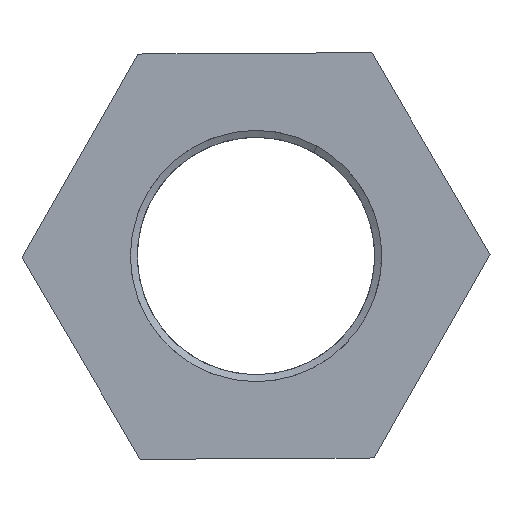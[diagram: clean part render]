
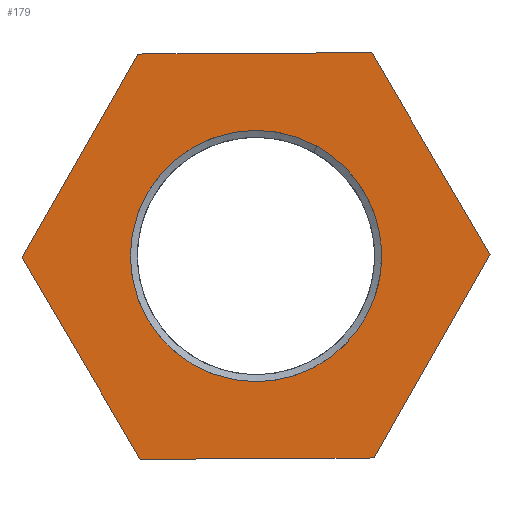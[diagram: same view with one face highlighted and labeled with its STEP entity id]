
A CAD part, front view. The second image highlights one B-rep face of the part: STEP entity #179.
In plain terms, the highlighted planar face has unit normal (0, -1, 0).
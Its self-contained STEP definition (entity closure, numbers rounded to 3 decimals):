
#33 = DIRECTION ( 'NONE',  ( 0., 0., 1. ) ) ;
#62 = DIRECTION ( 'NONE',  ( 0., 1., 0. ) ) ;
#68 = CIRCLE ( 'NONE', #1479, 3.1 ) ;
#94 = CIRCLE ( 'NONE', #1061, 3.1 ) ;
#98 = DIRECTION ( 'NONE',  ( -1., 0., -0.006 ) ) ;
#142 = EDGE_LOOP ( 'NONE', ( #1108, #1632, #1260, #1287, #208, #654 ) ) ;
#167 = CARTESIAN_POINT ( 'NONE',  ( 0., 0., 0. ) ) ;
#171 = VERTEX_POINT ( 'NONE', #1255 ) ;
#178 = DIRECTION ( 'NONE',  ( 0., 0., 1. ) ) ;
#179 = ADVANCED_FACE ( 'NONE', ( #1225, #1112 ), #846, .F. ) ;
#185 = DIRECTION ( 'NONE',  ( 1., 0., 0.006 ) ) ;
#208 = ORIENTED_EDGE ( 'NONE', *, *, #316, .F. ) ;
#234 = CIRCLE ( 'NONE', #456, 3.1 ) ;
#258 = LINE ( 'NONE', #1683, #315 ) ;
#315 = VECTOR ( 'NONE', #360, 1000. ) ;
#316 = EDGE_CURVE ( 'NONE', #1083, #548, #374, .T. ) ;
#322 = DIRECTION ( 'NONE',  ( 0., 1., 0. ) ) ;
#360 = DIRECTION ( 'NONE',  ( -0.505, 0., 0.863 ) ) ;
#372 = CARTESIAN_POINT ( 'NONE',  ( -5.773, 0., -0.033 ) ) ;
#374 = LINE ( 'NONE', #609, #1093 ) ;
#393 = DIRECTION ( 'NONE',  ( 0., 1., 0. ) ) ;
#431 = VERTEX_POINT ( 'NONE', #788 ) ;
#437 = ORIENTED_EDGE ( 'NONE', *, *, #1594, .T. ) ;
#451 = LINE ( 'NONE', #847, #1649 ) ;
#456 = AXIS2_PLACEMENT_3D ( 'NONE', #1010, #897, #178 ) ;
#483 = VERTEX_POINT ( 'NONE', #919 ) ;
#495 = EDGE_CURVE ( 'NONE', #171, #431, #68, .T. ) ;
#496 = DIRECTION ( 'NONE',  ( 0.505, 0., -0.863 ) ) ;
#534 = DIRECTION ( 'NONE',  ( 0., 0., 1. ) ) ;
#548 = VERTEX_POINT ( 'NONE', #732 ) ;
#574 = VERTEX_POINT ( 'NONE', #1446 ) ;
#609 = CARTESIAN_POINT ( 'NONE',  ( 5.773, 0., 0.033 ) ) ;
#636 = CARTESIAN_POINT ( 'NONE',  ( 5.773, 0., 0.033 ) ) ;
#648 = ORIENTED_EDGE ( 'NONE', *, *, #1647, .T. ) ;
#654 = ORIENTED_EDGE ( 'NONE', *, *, #1542, .F. ) ;
#681 = VERTEX_POINT ( 'NONE', #1719 ) ;
#717 = EDGE_CURVE ( 'NONE', #1140, #1539, #258, .T. ) ;
#732 = CARTESIAN_POINT ( 'NONE',  ( 2.916, 0., -4.983 ) ) ;
#738 = DIRECTION ( 'NONE',  ( 0., 0., 1. ) ) ;
#755 = CARTESIAN_POINT ( 'NONE',  ( 2.916, 0., -4.983 ) ) ;
#788 = CARTESIAN_POINT ( 'NONE',  ( 0., 0., -3.1 ) ) ;
#792 = EDGE_LOOP ( 'NONE', ( #1015, #1552, #437, #648 ) ) ;
#803 = CARTESIAN_POINT ( 'NONE',  ( 0., 0., 0. ) ) ;
#846 = PLANE ( 'NONE',  #1041 ) ;
#847 = CARTESIAN_POINT ( 'NONE',  ( -2.916, 0., 4.983 ) ) ;
#848 = DIRECTION ( 'NONE',  ( 0., 0., 1. ) ) ;
#874 = DIRECTION ( 'NONE',  ( -0.495, 0., -0.869 ) ) ;
#897 = DIRECTION ( 'NONE',  ( 0., 1., 0. ) ) ;
#900 = CARTESIAN_POINT ( 'NONE',  ( -5.773, 0., -0.033 ) ) ;
#919 = CARTESIAN_POINT ( 'NONE',  ( 0., 0., 3.1 ) ) ;
#935 = EDGE_CURVE ( 'NONE', #574, #171, #1032, .T. ) ;
#1010 = CARTESIAN_POINT ( 'NONE',  ( 0., 0., 0. ) ) ;
#1015 = ORIENTED_EDGE ( 'NONE', *, *, #935, .T. ) ;
#1019 = CARTESIAN_POINT ( 'NONE',  ( 0., 0., 0. ) ) ;
#1032 = CIRCLE ( 'NONE', #1314, 3.1 ) ;
#1041 = AXIS2_PLACEMENT_3D ( 'NONE', #167, #62, #33 ) ;
#1061 = AXIS2_PLACEMENT_3D ( 'NONE', #1019, #1556, #738 ) ;
#1083 = VERTEX_POINT ( 'NONE', #636 ) ;
#1093 = VECTOR ( 'NONE', #874, 1000. ) ;
#1108 = ORIENTED_EDGE ( 'NONE', *, *, #1338, .F. ) ;
#1112 = FACE_BOUND ( 'NONE', #792, .T. ) ;
#1140 = VERTEX_POINT ( 'NONE', #1199 ) ;
#1185 = CARTESIAN_POINT ( 'NONE',  ( 2.858, 0., 5.017 ) ) ;
#1199 = CARTESIAN_POINT ( 'NONE',  ( -2.858, 0., -5.017 ) ) ;
#1225 = FACE_OUTER_BOUND ( 'NONE', #142, .T. ) ;
#1255 = CARTESIAN_POINT ( 'NONE',  ( 2.752, 0., -1.427 ) ) ;
#1260 = ORIENTED_EDGE ( 'NONE', *, *, #717, .F. ) ;
#1285 = VECTOR ( 'NONE', #1436, 1000. ) ;
#1287 = ORIENTED_EDGE ( 'NONE', *, *, #1671, .F. ) ;
#1305 = VECTOR ( 'NONE', #98, 1000. ) ;
#1314 = AXIS2_PLACEMENT_3D ( 'NONE', #1503, #322, #848 ) ;
#1338 = EDGE_CURVE ( 'NONE', #681, #1731, #451, .T. ) ;
#1425 = LINE ( 'NONE', #755, #1305 ) ;
#1433 = LINE ( 'NONE', #1688, #1504 ) ;
#1436 = DIRECTION ( 'NONE',  ( 0.495, 0., 0.869 ) ) ;
#1440 = EDGE_CURVE ( 'NONE', #1539, #681, #1717, .T. ) ;
#1446 = CARTESIAN_POINT ( 'NONE',  ( 1.506, 0., 2.71 ) ) ;
#1479 = AXIS2_PLACEMENT_3D ( 'NONE', #803, #393, #534 ) ;
#1503 = CARTESIAN_POINT ( 'NONE',  ( 0., 0., 0. ) ) ;
#1504 = VECTOR ( 'NONE', #496, 1000. ) ;
#1539 = VERTEX_POINT ( 'NONE', #372 ) ;
#1542 = EDGE_CURVE ( 'NONE', #1731, #1083, #1433, .T. ) ;
#1552 = ORIENTED_EDGE ( 'NONE', *, *, #495, .T. ) ;
#1556 = DIRECTION ( 'NONE',  ( 0., 1., 0. ) ) ;
#1594 = EDGE_CURVE ( 'NONE', #431, #483, #234, .T. ) ;
#1632 = ORIENTED_EDGE ( 'NONE', *, *, #1440, .F. ) ;
#1647 = EDGE_CURVE ( 'NONE', #483, #574, #94, .T. ) ;
#1649 = VECTOR ( 'NONE', #185, 1000. ) ;
#1671 = EDGE_CURVE ( 'NONE', #548, #1140, #1425, .T. ) ;
#1683 = CARTESIAN_POINT ( 'NONE',  ( -2.858, 0., -5.017 ) ) ;
#1688 = CARTESIAN_POINT ( 'NONE',  ( 2.858, 0., 5.017 ) ) ;
#1717 = LINE ( 'NONE', #900, #1285 ) ;
#1719 = CARTESIAN_POINT ( 'NONE',  ( -2.916, 0., 4.983 ) ) ;
#1731 = VERTEX_POINT ( 'NONE', #1185 ) ;
